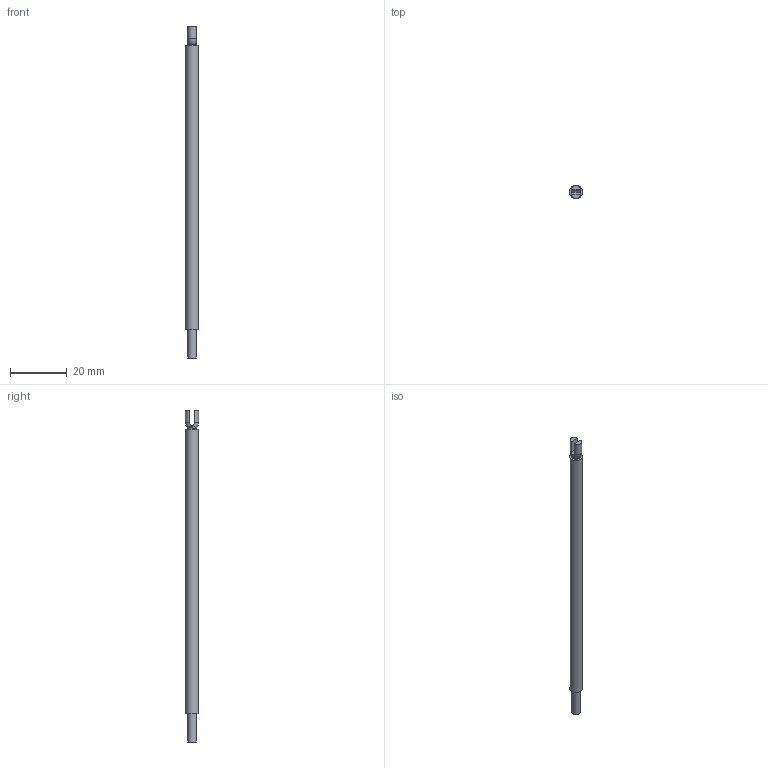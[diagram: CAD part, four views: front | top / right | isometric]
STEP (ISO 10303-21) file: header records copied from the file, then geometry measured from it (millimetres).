
FILE_DESCRIPTION(('FreeCAD Model'),'2;1');
FILE_NAME('Open CASCADE Shape Model','2024-11-20T21:41:16',(''),(''), 'Open CASCADE STEP processor 7.7','FreeCAD','Unknown');
FILE_SCHEMA(('AUTOMOTIVE_DESIGN { 1 0 10303 214 1 1 1 1 }'));
Length unit declared in the file: millimetre
Products named in the file (3): Cable_12AWG_SideSolder; Body; Body001
Assembly tree (2 placements, depth 2):
  Cable_12AWG_SideSolder
    Body
    Body001
Bounding box: 4.5 x 4.6 x 116.8 mm (x, y, z)
Volume: 1710.7 mm3; surface area: 3531 mm2
Topology: 2 solids, 2 shells, 22 faces, 41 edges, 23 vertices
Faces by surface type: cylinder 9, plane 8, revolution 4, extrusion 1
Full cylindrical faces by diameter (mm): 3 x2, 4.5 x1
Entity records: 1193 total; most frequent: CARTESIAN_POINT 210, DIRECTION 195, VECTOR 94, LINE 93, ORIENTED_EDGE 82, PCURVE 82, DEFINITIONAL_REPRESENTATION 82, AXIS2_PLACEMENT_3D 45
